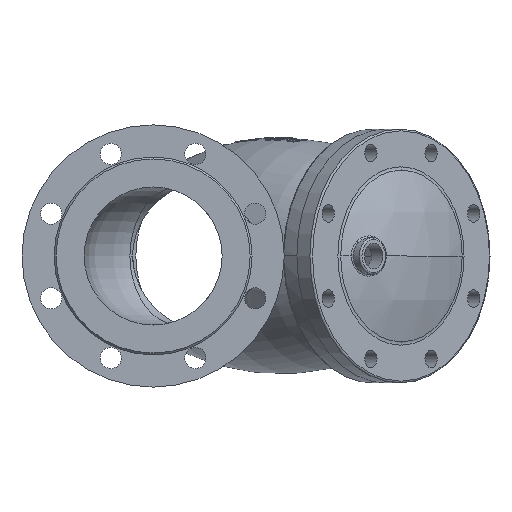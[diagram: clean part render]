
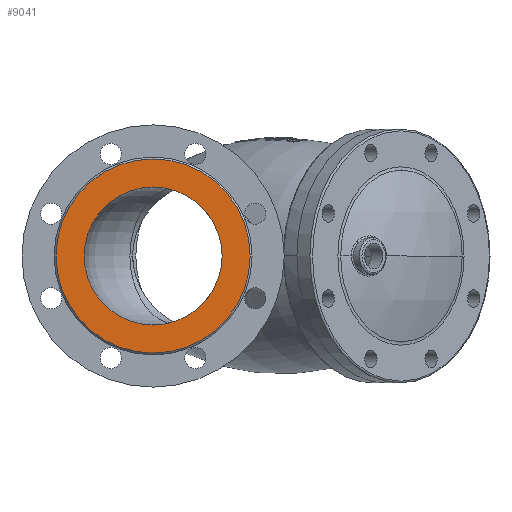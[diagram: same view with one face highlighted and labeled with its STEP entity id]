
A CAD part, left-side view. The second image highlights one B-rep face of the part: STEP entity #9041.
In plain terms, the highlighted planar face has unit normal (-1, 0, 0).
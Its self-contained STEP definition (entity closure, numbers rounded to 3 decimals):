
#1 = EDGE_CURVE ( 'NONE', #8795, #14810, #11897, .T. ) ;
#471 = CARTESIAN_POINT ( 'NONE',  ( -240., 0., 0. ) ) ;
#818 = CARTESIAN_POINT ( 'NONE',  ( -240., 0., -105.5 ) ) ;
#1757 = DIRECTION ( 'NONE',  ( 0., 0., -1. ) ) ;
#1768 = EDGE_LOOP ( 'NONE', ( #2738, #10920 ) ) ;
#1940 = EDGE_CURVE ( 'NONE', #12720, #17270, #3496, .T. ) ;
#2052 = AXIS2_PLACEMENT_3D ( 'NONE', #471, #7325, #19536 ) ;
#2738 = ORIENTED_EDGE ( 'NONE', *, *, #1940, .T. ) ;
#3295 = DIRECTION ( 'NONE',  ( -1., 0., 0. ) ) ;
#3324 = DIRECTION ( 'NONE',  ( 0., 0., -1. ) ) ;
#3496 = CIRCLE ( 'NONE', #15141, 75. ) ;
#4106 = CARTESIAN_POINT ( 'NONE',  ( -240., 0., -75. ) ) ;
#5252 = PLANE ( 'NONE',  #9410 ) ;
#5410 = CARTESIAN_POINT ( 'NONE',  ( -240., 0., 105.5 ) ) ;
#5860 = EDGE_CURVE ( 'NONE', #14810, #8795, #17387, .T. ) ;
#6732 = DIRECTION ( 'NONE',  ( 0., 0., -1. ) ) ;
#7197 = CIRCLE ( 'NONE', #10829, 75. ) ;
#7325 = DIRECTION ( 'NONE',  ( -1., 0., 0. ) ) ;
#8416 = DIRECTION ( 'NONE',  ( 0., 0., 1. ) ) ;
#8582 = CARTESIAN_POINT ( 'NONE',  ( -240., 0., 75. ) ) ;
#8795 = VERTEX_POINT ( 'NONE', #5410 ) ;
#9041 = ADVANCED_FACE ( 'NONE', ( #11628, #17334 ), #5252, .F. ) ;
#9410 = AXIS2_PLACEMENT_3D ( 'NONE', #16992, #10029, #6732 ) ;
#10029 = DIRECTION ( 'NONE',  ( 1., 0., 0. ) ) ;
#10044 = DIRECTION ( 'NONE',  ( 1., 0., 0. ) ) ;
#10169 = CARTESIAN_POINT ( 'NONE',  ( -240., 0., 0. ) ) ;
#10829 = AXIS2_PLACEMENT_3D ( 'NONE', #17396, #21253, #1757 ) ;
#10920 = ORIENTED_EDGE ( 'NONE', *, *, #19867, .T. ) ;
#11628 = FACE_BOUND ( 'NONE', #1768, .T. ) ;
#11897 = CIRCLE ( 'NONE', #2052, 105.5 ) ;
#12720 = VERTEX_POINT ( 'NONE', #4106 ) ;
#13594 = EDGE_LOOP ( 'NONE', ( #18402, #16522 ) ) ;
#13901 = CARTESIAN_POINT ( 'NONE',  ( -240., 0., 0. ) ) ;
#14810 = VERTEX_POINT ( 'NONE', #818 ) ;
#15141 = AXIS2_PLACEMENT_3D ( 'NONE', #10169, #10044, #3324 ) ;
#16522 = ORIENTED_EDGE ( 'NONE', *, *, #5860, .T. ) ;
#16992 = CARTESIAN_POINT ( 'NONE',  ( -240., 0., 0. ) ) ;
#17270 = VERTEX_POINT ( 'NONE', #8582 ) ;
#17334 = FACE_OUTER_BOUND ( 'NONE', #13594, .T. ) ;
#17387 = CIRCLE ( 'NONE', #19563, 105.5 ) ;
#17396 = CARTESIAN_POINT ( 'NONE',  ( -240., 0., 0. ) ) ;
#18402 = ORIENTED_EDGE ( 'NONE', *, *, #1, .T. ) ;
#19536 = DIRECTION ( 'NONE',  ( 0., 0., 1. ) ) ;
#19563 = AXIS2_PLACEMENT_3D ( 'NONE', #13901, #3295, #8416 ) ;
#19867 = EDGE_CURVE ( 'NONE', #17270, #12720, #7197, .T. ) ;
#21253 = DIRECTION ( 'NONE',  ( 1., 0., 0. ) ) ;
